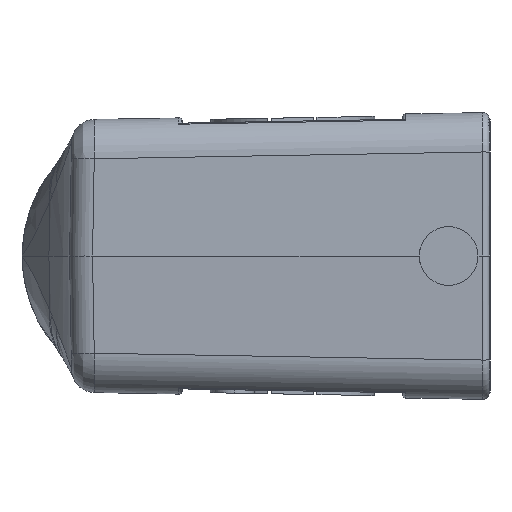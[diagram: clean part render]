
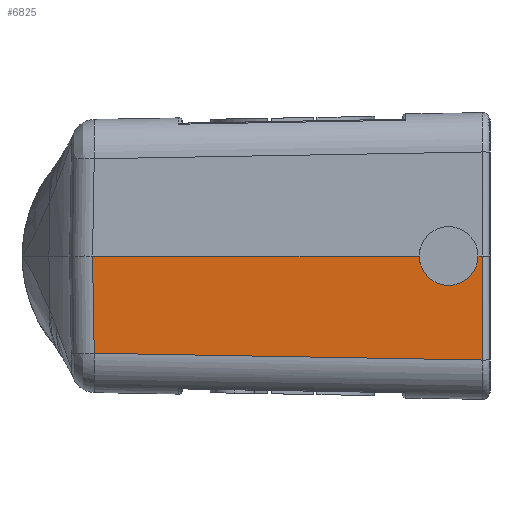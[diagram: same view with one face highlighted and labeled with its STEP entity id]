
A CAD part, left-side view. The second image highlights one B-rep face of the part: STEP entity #6825.
In plain terms, the highlighted planar face has unit normal (-1, 0.018, -0.017).
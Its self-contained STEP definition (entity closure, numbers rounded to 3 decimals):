
#97=CARTESIAN_POINT('',(-46.567,80.5,0.));
#98=CARTESIAN_POINT('',(-46.561,80.5,-0.337));
#99=CARTESIAN_POINT('',(-46.551,80.425,-0.99));
#100=CARTESIAN_POINT('',(-46.54,80.095,-1.931));
#101=CARTESIAN_POINT('',(-46.535,79.568,-2.768));
#102=CARTESIAN_POINT('',(-46.535,78.868,-3.468));
#103=CARTESIAN_POINT('',(-46.54,78.031,-3.995));
#104=CARTESIAN_POINT('',(-46.551,77.09,-4.325));
#105=CARTESIAN_POINT('',(-46.561,76.437,-4.4));
#106=CARTESIAN_POINT('',(-46.567,76.1,-4.4));
#108=CARTESIAN_POINT('',(-46.567,76.1,-4.4));
#109=CARTESIAN_POINT('',(-46.573,75.763,-4.4));
#110=CARTESIAN_POINT('',(-46.585,75.109,-4.325));
#111=CARTESIAN_POINT('',(-46.607,74.169,-3.995));
#112=CARTESIAN_POINT('',(-46.631,73.332,-3.468));
#113=CARTESIAN_POINT('',(-46.656,72.632,-2.768));
#114=CARTESIAN_POINT('',(-46.68,72.105,-1.931));
#115=CARTESIAN_POINT('',(-46.702,71.775,
-0.991));
#116=CARTESIAN_POINT('',(-46.714,71.7,
-0.337));
#117=CARTESIAN_POINT('',(-46.72,71.7,0.));
#119=DIRECTION('',(-0.017,-1.,0.));
#120=VECTOR('',#119,0.683);
#121=CARTESIAN_POINT('',(-46.72,71.7,0.));
#122=LINE('',#121,#120);
#123=DIRECTION('',(0.017,1.,0.017));
#124=VECTOR('',#123,58.207);
#125=CARTESIAN_POINT('',(-46.46,71.017,-15.588));
#126=LINE('',#125,#124);
#127=DIRECTION('',(-0.017,0.017,1.));
#128=VECTOR('',#127,14.577);
#129=CARTESIAN_POINT('',(-45.462,129.207,-14.572));
#130=LINE('',#129,#128);
#131=DIRECTION('',(-0.017,-1.,0.));
#132=VECTOR('',#131,48.969);
#133=CARTESIAN_POINT('',(-45.712,129.462,
0.));
#134=LINE('',#133,#132);
#882=DIRECTION('',(-0.017,0.,1.));
#883=VECTOR('',#882,15.59);
#884=CARTESIAN_POINT('',(-46.46,71.017,-15.588));
#885=LINE('',#884,#883);
#5503=CARTESIAN_POINT('',(-45.462,129.207,
-14.572));
#5504=CARTESIAN_POINT('',(-45.712,129.462,
0.));
#5505=VERTEX_POINT('',#5503);
#5506=VERTEX_POINT('',#5504);
#5507=VERTEX_POINT('',#97);
#5508=VERTEX_POINT('',#106);
#5509=VERTEX_POINT('',#117);
#5510=CARTESIAN_POINT('',(-46.732,71.017,
0.));
#5511=VERTEX_POINT('',#5510);
#5512=CARTESIAN_POINT('',(-46.46,71.017,
-15.588));
#5513=VERTEX_POINT('',#5512);
#6805=CARTESIAN_POINT('',(-46.792,70.,2.412));
#6806=DIRECTION('',(-1.,0.017,-0.017));
#6807=DIRECTION('',(-0.017,0.,1.));
#6808=AXIS2_PLACEMENT_3D('',#6805,#6806,#6807);
#6809=PLANE('',#6808);
#6811=ORIENTED_EDGE('',*,*,#6810,.T.);
#6813=ORIENTED_EDGE('',*,*,#6812,.T.);
#6815=ORIENTED_EDGE('',*,*,#6814,.T.);
#6817=ORIENTED_EDGE('',*,*,#6816,.F.);
#6819=ORIENTED_EDGE('',*,*,#6818,.T.);
#6820=ORIENTED_EDGE('',*,*,#6795,.T.);
#6822=ORIENTED_EDGE('',*,*,#6821,.T.);
#6823=EDGE_LOOP('',(#6811,#6813,#6815,#6817,#6819,#6820,#6822));
#6824=FACE_OUTER_BOUND('',#6823,.F.);
#107=B_SPLINE_CURVE_WITH_KNOTS('',3,(#97,#98,#99,#100,#101,#102,#103,#104,#105,
#106),.UNSPECIFIED.,.F.,.F.,(4,1,1,1,1,1,1,4),(0.,0.143,
0.286,0.429,0.571,0.714,
0.857,1.),.UNSPECIFIED.);
#118=B_SPLINE_CURVE_WITH_KNOTS('',3,(#108,#109,#110,#111,#112,#113,#114,#115,
#116,#117),.UNSPECIFIED.,.F.,.F.,(4,1,1,1,1,1,1,4),(0.,0.143,
0.286,0.429,0.571,0.714,
0.857,1.),.UNSPECIFIED.);
#6795=EDGE_CURVE('',#5505,#5506,#130,.T.);
#6810=EDGE_CURVE('',#5507,#5508,#107,.T.);
#6812=EDGE_CURVE('',#5508,#5509,#118,.T.);
#6814=EDGE_CURVE('',#5509,#5511,#122,.T.);
#6816=EDGE_CURVE('',#5513,#5511,#885,.T.);
#6818=EDGE_CURVE('',#5513,#5505,#126,.T.);
#6821=EDGE_CURVE('',#5506,#5507,#134,.T.);
#6825=ADVANCED_FACE('',(#6824),#6809,.T.);
